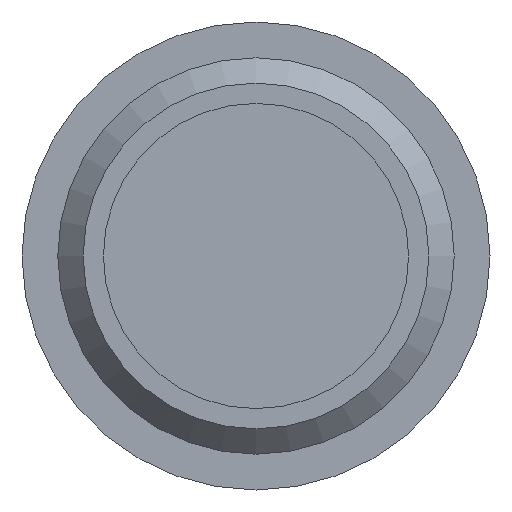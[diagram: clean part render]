
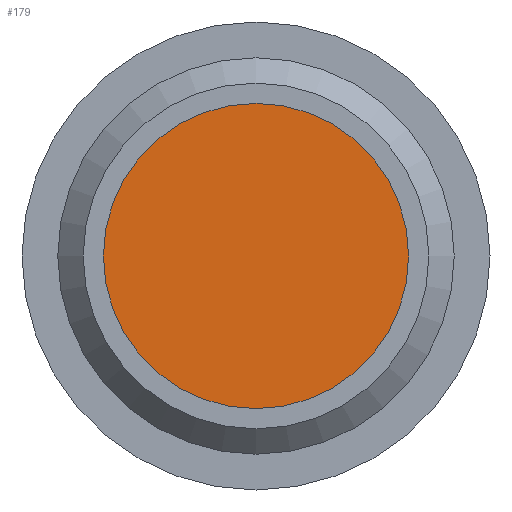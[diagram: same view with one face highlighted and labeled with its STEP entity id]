
A CAD part, left-side view. The second image highlights one B-rep face of the part: STEP entity #179.
In plain terms, the highlighted planar face has unit normal (-1, 0, 0).
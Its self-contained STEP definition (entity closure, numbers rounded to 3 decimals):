
#113=FACE_OUTER_BOUND('',#246,.T.);
#179=ADVANCED_FACE('',(#113),#204,.F.);
#204=PLANE('',#522);
#246=EDGE_LOOP('',(#312));
#312=ORIENTED_EDGE('',*,*,#442,.F.);
#403=VERTEX_POINT('',#815);
#442=EDGE_CURVE('',#403,#403,#477,.T.);
#477=CIRCLE('',#521,3.);
#521=AXIS2_PLACEMENT_3D('',#814,#625,#626);
#522=AXIS2_PLACEMENT_3D('',#816,#627,#628);
#625=DIRECTION('',(1.,0.,0.));
#626=DIRECTION('',(0.,0.,-1.));
#627=DIRECTION('',(1.,0.,0.));
#628=DIRECTION('',(0.,0.,-1.));
#814=CARTESIAN_POINT('',(5.,0.,0.));
#815=CARTESIAN_POINT('',(5.,0.,-3.));
#816=CARTESIAN_POINT('',(5.,0.,0.));
